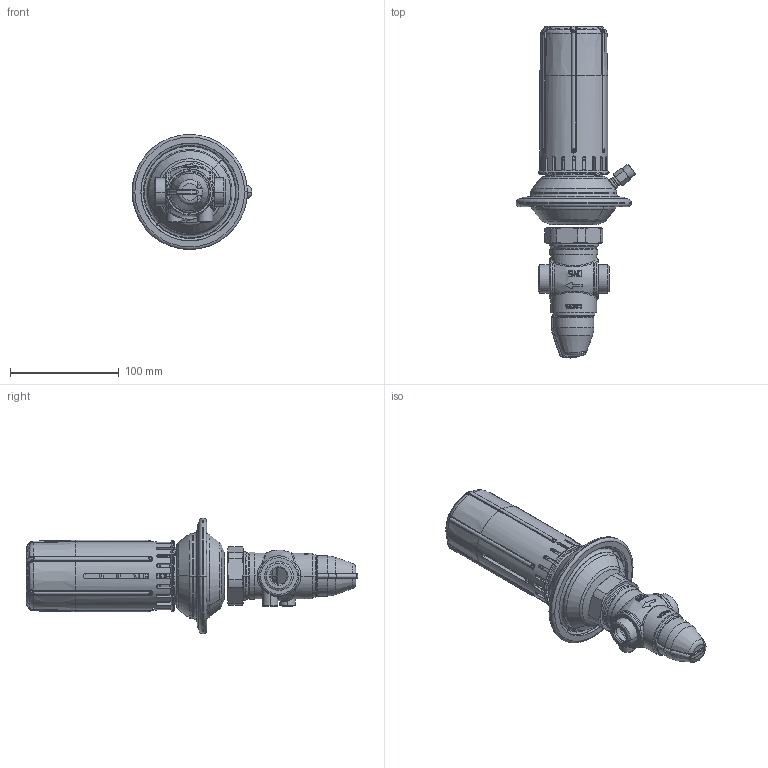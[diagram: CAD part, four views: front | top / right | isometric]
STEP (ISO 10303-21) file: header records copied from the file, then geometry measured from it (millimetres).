
FILE_DESCRIPTION((''),'2;1');
FILE_NAME('003H6393','2015-03-06T',('u317927'),('Danfoss'),'PRO/ENGINEER BY PARAMETRIC TECHNOLOGY CORPORATION, 2014000','PRO/ENGINEER BY PARAMETRIC TECHNOLOGY CORPORATION, 2014000','');
FILE_SCHEMA(('CONFIG_CONTROL_DESIGN'));
Products named in the file (1): 003H6393
Bounding box: 110.13 x 305.5 x 106 mm (x, y, z)
Volume: 337591.7 mm3; surface area: 212674.6 mm2
Topology: 4 solids, 4 shells, 3179 faces, 8507 edges, 5318 vertices
Faces by surface type: plane 1246, bspline 641, cylinder 624, cone 349, torus 293, sphere 20, extrusion 6
Entity records: 156247 total; most frequent: CARTESIAN_POINT 83852, ORIENTED_EDGE 16978, DIRECTION 12725, EDGE_CURVE 8489, VERTEX_POINT 5318, AXIS2_PLACEMENT_3D 5053, B_SPLINE_CURVE_WITH_KNOTS 3361, EDGE_LOOP 3327
